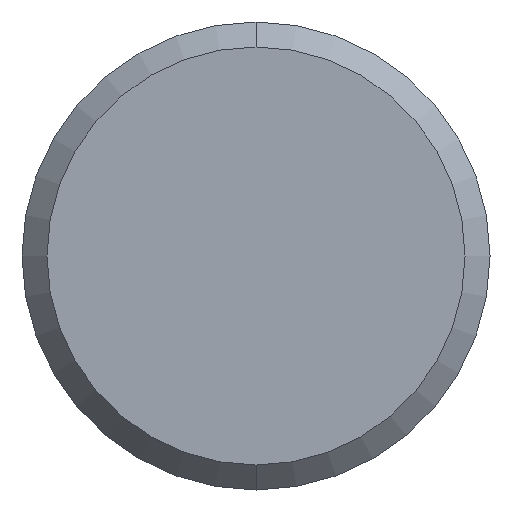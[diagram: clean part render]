
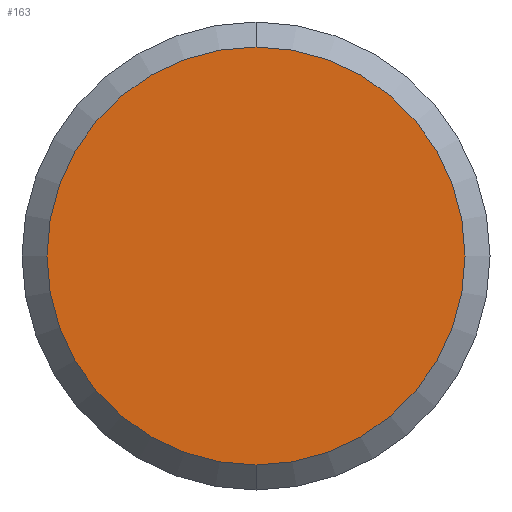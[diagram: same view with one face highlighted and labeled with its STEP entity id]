
A CAD part, front view. The second image highlights one B-rep face of the part: STEP entity #163.
In plain terms, the highlighted planar face has unit normal (0, -1, 0).
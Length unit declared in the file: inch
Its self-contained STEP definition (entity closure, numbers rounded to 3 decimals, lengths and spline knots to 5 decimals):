
#10 = DIRECTION ( 'NONE',  ( 0., -1., 0. ) ) ;
#12 = CARTESIAN_POINT ( 'NONE',  ( 0., 0., 0. ) ) ;
#34 = CARTESIAN_POINT ( 'NONE',  ( 0., 0., -0.16735 ) ) ;
#43 = CARTESIAN_POINT ( 'NONE',  ( 0., 0., 0.16735 ) ) ;
#49 = DIRECTION ( 'NONE',  ( 0., 0., 1. ) ) ;
#56 = AXIS2_PLACEMENT_3D ( 'NONE', #82, #126, #49 ) ;
#57 = DIRECTION ( 'NONE',  ( 0., 1., 0. ) ) ;
#71 = PLANE ( 'NONE',  #116 ) ;
#77 = ORIENTED_EDGE ( 'NONE', *, *, #185, .T. ) ;
#82 = CARTESIAN_POINT ( 'NONE',  ( 0., 0., 0. ) ) ;
#91 = DIRECTION ( 'NONE',  ( 0., 0., 1. ) ) ;
#92 = VERTEX_POINT ( 'NONE', #43 ) ;
#94 = CIRCLE ( 'NONE', #120, 0.16735 ) ;
#116 = AXIS2_PLACEMENT_3D ( 'NONE', #135, #57, #91 ) ;
#120 = AXIS2_PLACEMENT_3D ( 'NONE', #12, #10, #196 ) ;
#125 = ORIENTED_EDGE ( 'NONE', *, *, #257, .T. ) ;
#126 = DIRECTION ( 'NONE',  ( 0., -1., 0. ) ) ;
#129 = FACE_OUTER_BOUND ( 'NONE', #176, .T. ) ;
#135 = CARTESIAN_POINT ( 'NONE',  ( 0., 0., 0. ) ) ;
#140 = CIRCLE ( 'NONE', #56, 0.16735 ) ;
#163 = ADVANCED_FACE ( 'NONE', ( #129 ), #71, .F. ) ;
#176 = EDGE_LOOP ( 'NONE', ( #125, #77 ) ) ;
#185 = EDGE_CURVE ( 'NONE', #232, #92, #94, .T. ) ;
#196 = DIRECTION ( 'NONE',  ( 0., 0., 1. ) ) ;
#232 = VERTEX_POINT ( 'NONE', #34 ) ;
#257 = EDGE_CURVE ( 'NONE', #92, #232, #140, .T. ) ;
